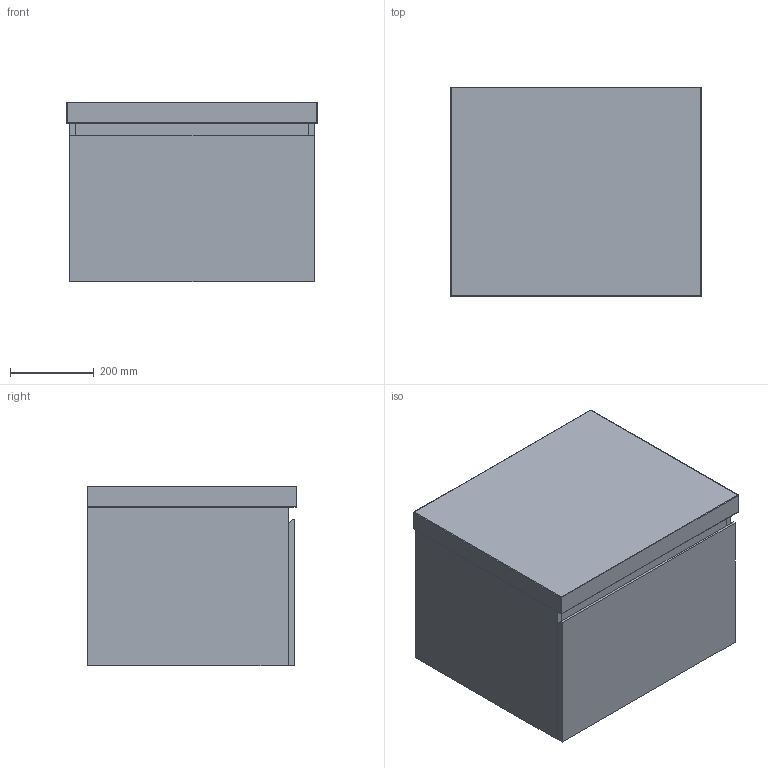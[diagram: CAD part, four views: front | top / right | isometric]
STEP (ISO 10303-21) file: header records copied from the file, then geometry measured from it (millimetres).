
FILE_DESCRIPTION(/* description */ (''),/* implementation_level */ '2;1');
FILE_NAME(/* name */ 'Domaine Slim All-Drawer 600 (50MM)',/* time_stamp */ '2025-07-09T14:51:50+10:00',/* author */ (''),/* organization */ (''),/* preprocessor_version */ 'ST-DEVELOPER v16.5',/* originating_system */ '',/* authorisation */ '');
FILE_SCHEMA (('AUTOMOTIVE_DESIGN'));
Length unit declared in the file: millimetre
Products named in the file (6): Document; Domaine Slim All-Drawer 600 (50MM); Blank Benchtops ALL8910111213141516171819202122232425262728; 600 Benchtop (50mm)23; Domaine Slim All-Drawer ALL67; Domaine Slim All-Drawer 600 WH5
Assembly tree (5 placements, depth 4):
  Document
    Domaine Slim All-Drawer 600 (50MM)
      Blank Benchtops ALL8910111213141516171819202122232425262728
        600 Benchtop (50mm)23
      Domaine Slim All-Drawer ALL67
        Domaine Slim All-Drawer 600 WH5
Bounding box: 600 x 500 x 430 mm (x, y, z)
Volume: 24410372.8 mm3; surface area: 3372287.2 mm2
Topology: 4 solids, 4 shells, 51 faces, 112 edges, 64 vertices
Faces by surface type: plane 34, cylinder 11, bspline 6
Entity records: 1600 total; most frequent: CARTESIAN_POINT 626, ORIENTED_EDGE 212, EDGE_CURVE 106, B_SPLINE_CURVE_WITH_KNOTS 86, DIRECTION 71, VERTEX_POINT 64, AXIS2_PLACEMENT_3D 58, EDGE_LOOP 52
